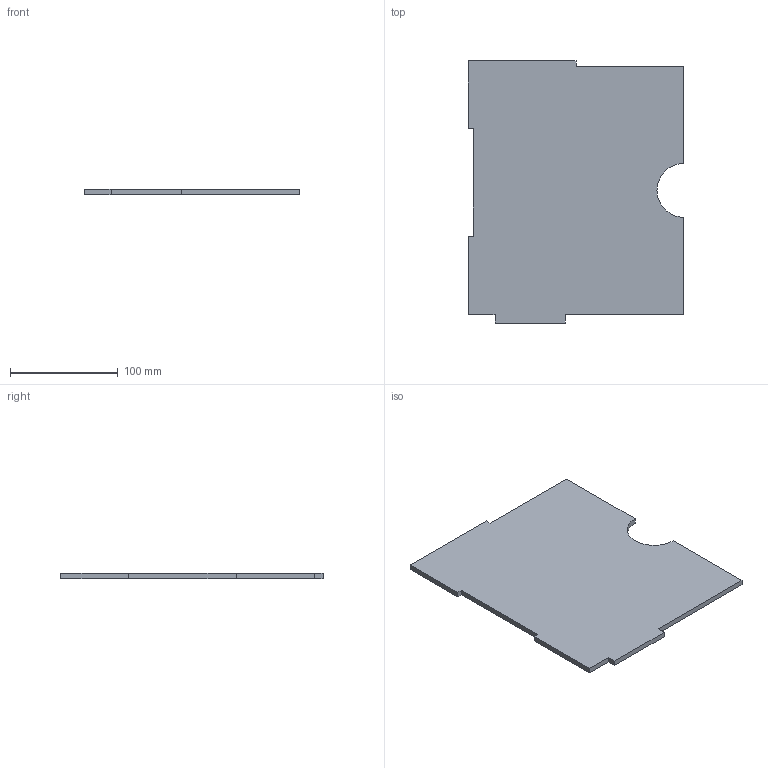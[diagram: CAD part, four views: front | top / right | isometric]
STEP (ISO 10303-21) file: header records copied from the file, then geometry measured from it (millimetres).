
FILE_DESCRIPTION(/* description */ (''),/* implementation_level */ '2;1');
FILE_NAME(/* name */ 'Upper_Box_Front.step',/* time_stamp */ '2020-04-03T14:47:01+07:00',/* author */ (''),/* organization */ (''),/* preprocessor_version */ 'ST-DEVELOPER v18',/* originating_system */ 'Autodesk Translation Framework v8.12.0.6',/* authorisation */ '');
FILE_SCHEMA (('AUTOMOTIVE_DESIGN { 1 0 10303 214 3 1 1 }'));
Length unit declared in the file: millimetre
Products named in the file (1): FusionComponent
Bounding box: 200 x 243 x 5 mm (x, y, z)
Volume: 227668.2 mm3; surface area: 95751.9 mm2
Topology: 1 solids, 1 shells, 150 faces, 411 edges, 274 vertices
Faces by surface type: plane 87, bspline 62, cylinder 1
Entity records: 5317 total; most frequent: CARTESIAN_POINT 1890, ORIENTED_EDGE 822, DIRECTION 467, EDGE_CURVE 411, LINE 285, VECTOR 285, VERTEX_POINT 274, EDGE_LOOP 161
